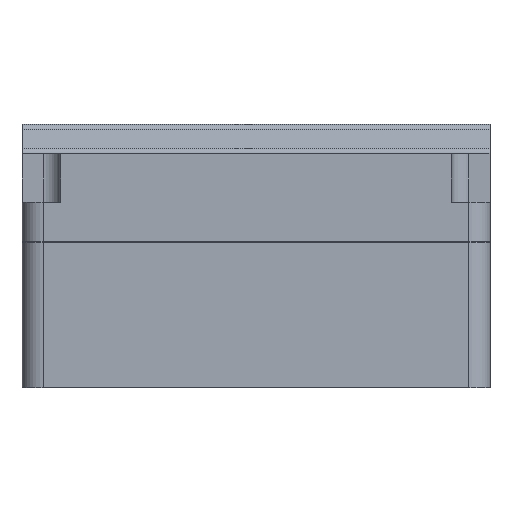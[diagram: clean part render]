
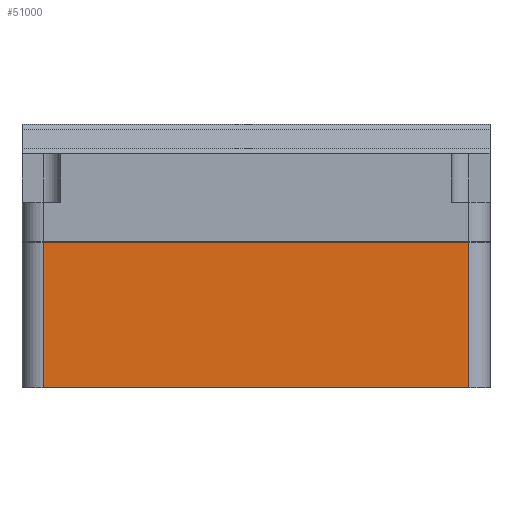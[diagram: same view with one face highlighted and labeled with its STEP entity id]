
A CAD part, front view. The second image highlights one B-rep face of the part: STEP entity #51000.
In plain terms, the highlighted planar face has unit normal (0, -1, 0).
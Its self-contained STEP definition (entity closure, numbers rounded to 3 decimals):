
#50000=CARTESIAN_POINT('',(-830.908,410.857,-60.));
#50010=DIRECTION('',(0.,0.,-1.));
#50020=VECTOR('',#50010,1.);
#50030=LINE('',#50000,#50020);
#50040=CARTESIAN_POINT('',(-830.908,410.857,-60.5));
#50050=VERTEX_POINT('',#50040);
#50060=CARTESIAN_POINT('',(-830.908,410.857,-135.));
#50070=VERTEX_POINT('',#50060);
#50080=EDGE_CURVE('',#50050,#50070,#50030,.T.);
#50470=CARTESIAN_POINT('',(-612.908,410.857,-60.5));
#50480=VERTEX_POINT('',#50470);
#50660=CARTESIAN_POINT('',(-612.908,410.857,-135.));
#50670=VERTEX_POINT('',#50660);
#50700=CARTESIAN_POINT('',(-612.908,410.857,-60.));
#50710=DIRECTION('',(-0.,0.,1.));
#50720=VECTOR('',#50710,1.);
#50730=LINE('',#50700,#50720);
#50740=EDGE_CURVE('',#50670,#50480,#50730,.T.);
#50790=CARTESIAN_POINT('',(-830.908,410.857,-60.));
#50800=DIRECTION('',(0.,-1.,0.));
#50810=DIRECTION('',(1.,0.,-0.));
#50820=AXIS2_PLACEMENT_3D('',#50790,#50800,#50810);
#50830=PLANE('',#50820);
#50840=CARTESIAN_POINT('',(-631.908,410.857,-135.));
#50850=DIRECTION('',(1.,0.,-0.));
#50860=VECTOR('',#50850,1.);
#50870=LINE('',#50840,#50860);
#50880=EDGE_CURVE('',#50070,#50670,#50870,.T.);
#50890=ORIENTED_EDGE('',*,*,#50880,.T.);
#50900=ORIENTED_EDGE('',*,*,#50080,.T.);
#50910=CARTESIAN_POINT('',(-631.908,410.857,-60.5));
#50920=DIRECTION('',(-1.,0.,0.));
#50930=VECTOR('',#50920,1.);
#50940=LINE('',#50910,#50930);
#50950=EDGE_CURVE('',#50480,#50050,#50940,.T.);
#50960=ORIENTED_EDGE('',*,*,#50950,.T.);
#50970=ORIENTED_EDGE('',*,*,#50740,.T.);
#50980=EDGE_LOOP('',(#50970,#50960,#50900,#50890));
#50990=FACE_OUTER_BOUND('',#50980,.T.);
#51000=ADVANCED_FACE('',(#50990),#50830,.T.);
